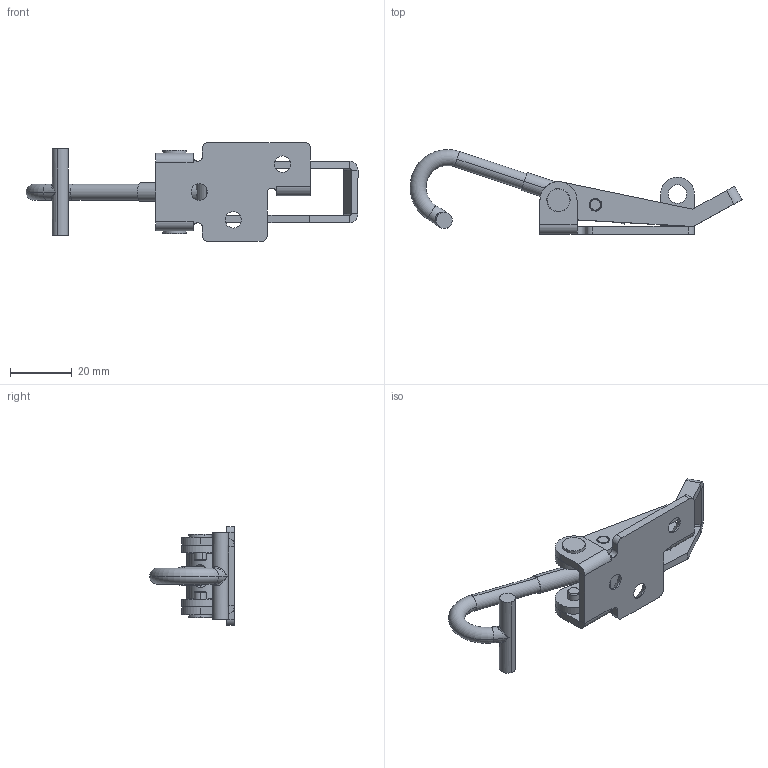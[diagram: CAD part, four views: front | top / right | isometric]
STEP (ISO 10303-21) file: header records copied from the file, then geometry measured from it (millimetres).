
FILE_DESCRIPTION (( 'STEP AP214' ), '1' );
FILE_NAME ('542001 - 702 BT LC Stainless.STEP', '2017-02-07T09:56:06', ( '' ), ( '' ), 'SwSTEP 2.0', 'SolidWorks 2015', '' );
FILE_SCHEMA (( 'AUTOMOTIVE_DESIGN' ));
Length unit declared in the file: millimetre
Products named in the file (6): 702 - Platta LC; 542001 - 702 BT LC Stainless; 702 - B鐱d T-skruv M6; 702 - Rulle; 702 - Ansatsnit; 702 - Bygel
Assembly tree (6 placements, depth 2):
  542001 - 702 BT LC Stainless
    702 - Platta LC
    702 - Bygel
    702 - Ansatsnit  x2
    702 - Rulle
    702 - B鐱d T-skruv M6
Bounding box: 107.4 x 27.4 x 32 mm (x, y, z)
Volume: 10573 mm3; surface area: 10279.3 mm2
Topology: 6 solids, 6 shells, 164 faces, 371 edges, 222 vertices
Faces by surface type: cylinder 72, plane 66, cone 18, torus 6, bspline 2
Entity records: 4755 total; most frequent: CARTESIAN_POINT 996, DIRECTION 795, ORIENTED_EDGE 682, EDGE_CURVE 341, AXIS2_PLACEMENT_3D 307, VERTEX_POINT 206, VECTOR 181, LINE 181
